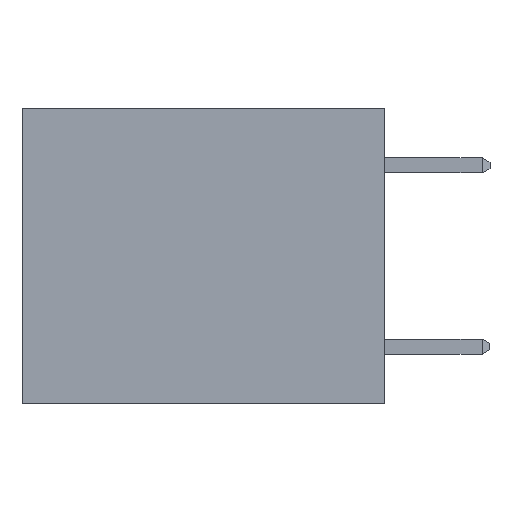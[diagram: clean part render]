
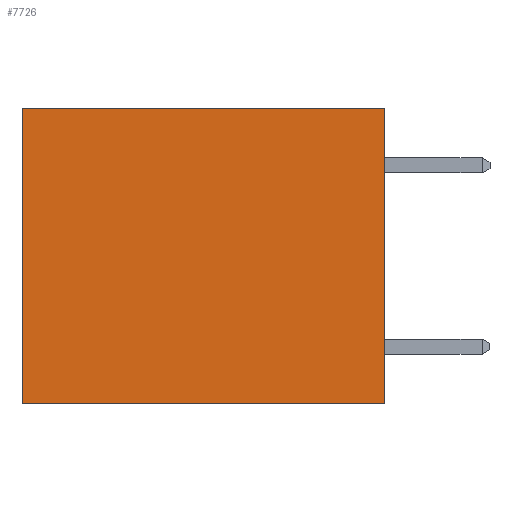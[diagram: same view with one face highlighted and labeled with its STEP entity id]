
A CAD part, left-side view. The second image highlights one B-rep face of the part: STEP entity #7726.
In plain terms, the highlighted planar face has unit normal (-1, 0, 0).
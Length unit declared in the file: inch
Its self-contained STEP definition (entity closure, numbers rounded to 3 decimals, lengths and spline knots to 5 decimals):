
#163 = PLANE ( 'NONE',  #7680 ) ;
#170 = EDGE_CURVE ( 'NONE', #10502, #1935, #5886, .T. ) ;
#531 = VECTOR ( 'NONE', #5966, 39.37008 ) ;
#757 = DIRECTION ( 'NONE',  ( 0., 0., -1. ) ) ;
#793 = VERTEX_POINT ( 'NONE', #1998 ) ;
#930 = LINE ( 'NONE', #7378, #7117 ) ;
#1108 = LINE ( 'NONE', #5932, #531 ) ;
#1537 = EDGE_CURVE ( 'NONE', #6528, #793, #1108, .T. ) ;
#1935 = VERTEX_POINT ( 'NONE', #9550 ) ;
#1998 = CARTESIAN_POINT ( 'NONE',  ( 0.3165, 0.6, -0.49 ) ) ;
#2522 = CARTESIAN_POINT ( 'NONE',  ( 0.3165, 0., -0.49 ) ) ;
#2528 = CARTESIAN_POINT ( 'NONE',  ( 0.3165, 0., 0. ) ) ;
#3246 = ORIENTED_EDGE ( 'NONE', *, *, #8463, .T. ) ;
#3859 = ORIENTED_EDGE ( 'NONE', *, *, #1537, .F. ) ;
#4674 = DIRECTION ( 'NONE',  ( 0., 0., -1. ) ) ;
#4945 = FACE_OUTER_BOUND ( 'NONE', #10553, .T. ) ;
#5157 = ORIENTED_EDGE ( 'NONE', *, *, #170, .T. ) ;
#5504 = VECTOR ( 'NONE', #757, 39.37008 ) ;
#5827 = DIRECTION ( 'NONE',  ( 1., 0., 0. ) ) ;
#5886 = LINE ( 'NONE', #2528, #9176 ) ;
#5932 = CARTESIAN_POINT ( 'NONE',  ( 0.3165, 0., -0.49 ) ) ;
#5966 = DIRECTION ( 'NONE',  ( 0., 1., 0. ) ) ;
#6528 = VERTEX_POINT ( 'NONE', #2522 ) ;
#6988 = EDGE_CURVE ( 'NONE', #10502, #6528, #930, .T. ) ;
#7032 = ORIENTED_EDGE ( 'NONE', *, *, #6988, .F. ) ;
#7117 = VECTOR ( 'NONE', #4674, 39.37008 ) ;
#7378 = CARTESIAN_POINT ( 'NONE',  ( 0.3165, 0., -0.49 ) ) ;
#7680 = AXIS2_PLACEMENT_3D ( 'NONE', #10498, #5827, #7714 ) ;
#7714 = DIRECTION ( 'NONE',  ( 0., 0., -1. ) ) ;
#7726 = ADVANCED_FACE ( 'NONE', ( #4945 ), #163, .F. ) ;
#8463 = EDGE_CURVE ( 'NONE', #1935, #793, #11354, .T. ) ;
#8992 = DIRECTION ( 'NONE',  ( 0., 1., 0. ) ) ;
#9176 = VECTOR ( 'NONE', #8992, 39.37008 ) ;
#9550 = CARTESIAN_POINT ( 'NONE',  ( 0.3165, 0.6, 0. ) ) ;
#9676 = CARTESIAN_POINT ( 'NONE',  ( 0.3165, 0., 0. ) ) ;
#10002 = CARTESIAN_POINT ( 'NONE',  ( 0.3165, 0.6, -0.49 ) ) ;
#10498 = CARTESIAN_POINT ( 'NONE',  ( 0.3165, 0., -0.49 ) ) ;
#10502 = VERTEX_POINT ( 'NONE', #9676 ) ;
#10553 = EDGE_LOOP ( 'NONE', ( #3246, #3859, #7032, #5157 ) ) ;
#11354 = LINE ( 'NONE', #10002, #5504 ) ;
